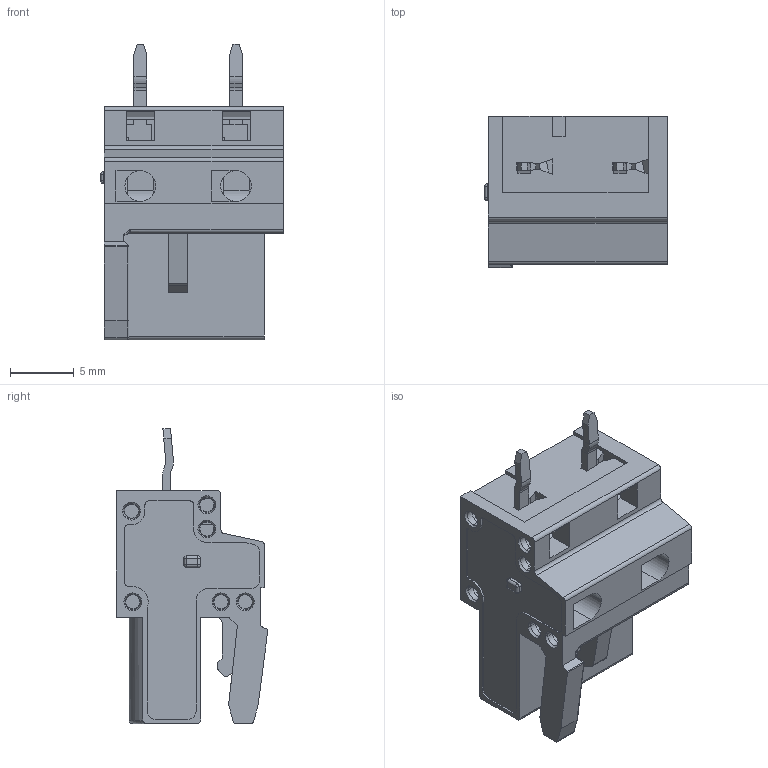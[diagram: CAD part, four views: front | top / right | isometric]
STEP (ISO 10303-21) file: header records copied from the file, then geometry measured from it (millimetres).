
FILE_DESCRIPTION((''),'2;1');
FILE_NAME('BM751','2020-06-18T',('Administrator'),(''),'PRO/ENGINEER BY PARAMETRIC TECHNOLOGY CORPORATION, 2010280','PRO/ENGINEER BY PARAMETRIC TECHNOLOGY CORPORATION, 2010280','');
FILE_SCHEMA(('CONFIG_CONTROL_DESIGN'));
Length unit declared in the file: millimetre
Products named in the file (1): BM751
Bounding box: 14.3 x 11.86 x 23.15 mm (x, y, z)
Volume: 1225.3 mm3; surface area: 2745.4 mm2
Topology: 1 solids, 19 shells, 914 faces, 2292 edges, 1402 vertices
Faces by surface type: plane 467, cylinder 279, cone 149, sphere 11, bspline 4, torus 4
Entity records: 27268 total; most frequent: CARTESIAN_POINT 5119, DIRECTION 4673, ORIENTED_EDGE 4564, EDGE_CURVE 2282, VECTOR 1575, LINE 1575, AXIS2_PLACEMENT_3D 1549, VERTEX_POINT 1402
